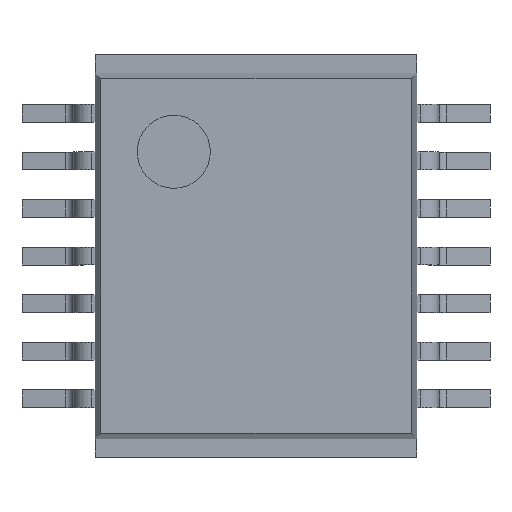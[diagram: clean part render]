
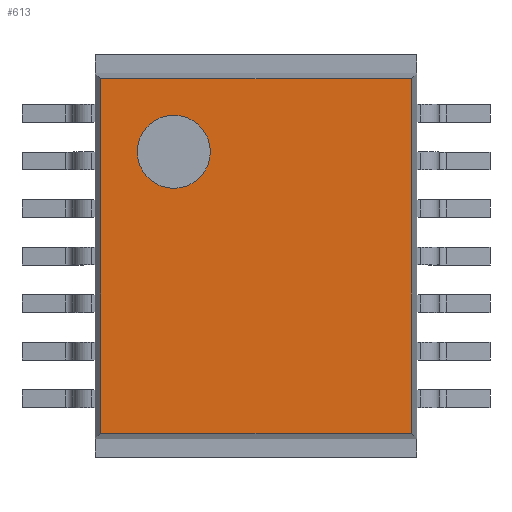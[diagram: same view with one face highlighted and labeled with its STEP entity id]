
A CAD part, top view. The second image highlights one B-rep face of the part: STEP entity #613.
In plain terms, the highlighted planar face has unit normal (0, 0, 1).
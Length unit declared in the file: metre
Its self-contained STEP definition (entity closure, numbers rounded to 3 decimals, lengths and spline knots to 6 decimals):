
#613=ADVANCED_FACE('0:57',(#1182,#1183),#1184,.T.);
#1182=FACE_OUTER_BOUND('',#1863,.T.);
#1183=FACE_BOUND('',#1864,.T.);
#1184=PLANE('',#1865);
#1863=EDGE_LOOP('',(#2560,#2561,#2562,#2563));
#1864=EDGE_LOOP('',(#2564,#2565));
#1865=AXIS2_PLACEMENT_3D('',#2566,#2567,#2568);
#2560=ORIENTED_EDGE('',*,*,#4530,.T.);
#2561=ORIENTED_EDGE('',*,*,#4531,.T.);
#2562=ORIENTED_EDGE('',*,*,#4532,.T.);
#2563=ORIENTED_EDGE('',*,*,#4533,.T.);
#2564=ORIENTED_EDGE('',*,*,#4505,.F.);
#2565=ORIENTED_EDGE('',*,*,#4510,.F.);
#2566=CARTESIAN_POINT('',(0.0,0.0,0.0011));
#2567=DIRECTION('',(0.0,0.0,1.0));
#2568=DIRECTION('',(0.,-1.0,0.0));
#4505=EDGE_CURVE('0:111',#5286,#5289,#5290,.T.);
#4510=EDGE_CURVE('0:111',#5289,#5286,#5296,.T.);
#4530=EDGE_CURVE('0:162',#5332,#5333,#5334,.T.);
#4531=EDGE_CURVE('0:165',#5333,#5335,#5336,.T.);
#4532=EDGE_CURVE('0:168',#5335,#5337,#5338,.T.);
#4533=EDGE_CURVE('0:171',#5337,#5332,#5339,.T.);
#5286=VERTEX_POINT('NONE',#6432);
#5289=VERTEX_POINT('',#6436);
#5290=CIRCLE('',#6437,0.0005);
#5296=CIRCLE('',#6444,0.0005);
#5332=VERTEX_POINT('NONE',#6496);
#5333=VERTEX_POINT('NONE',#6497);
#5334=LINE('',#6498,#6499);
#5335=VERTEX_POINT('NONE',#6500);
#5336=LINE('',#6501,#6502);
#5337=VERTEX_POINT('NONE',#6503);
#5338=LINE('',#6504,#6505);
#5339=LINE('',#6506,#6507);
#6432=CARTESIAN_POINT('',(-0.001125,0.000925,0.0011));
#6436=CARTESIAN_POINT('',(-0.001125,0.001925,0.0011));
#6437=AXIS2_PLACEMENT_3D('',#8012,#8013,#8014);
#6444=AXIS2_PLACEMENT_3D('',#8022,#8023,#8024);
#6496=CARTESIAN_POINT('',(0.002125,-0.002425,0.0011));
#6497=CARTESIAN_POINT('',(0.002125,0.002425,0.0011));
#6498=CARTESIAN_POINT('',(0.002125,0.0025,0.0011));
#6499=VECTOR('',#8041,1.0);
#6500=CARTESIAN_POINT('',(-0.002125,0.002425,0.0011));
#6501=CARTESIAN_POINT('',(-0.0022,0.002425,0.0011));
#6502=VECTOR('',#8042,1.0);
#6503=CARTESIAN_POINT('',(-0.002125,-0.002425,0.0011));
#6504=CARTESIAN_POINT('',(-0.002125,-0.0025,0.0011));
#6505=VECTOR('',#8043,1.0);
#6506=CARTESIAN_POINT('',(0.0022,-0.002425,0.0011));
#6507=VECTOR('',#8044,1.0);
#8012=CARTESIAN_POINT('',(-0.001125,0.001425,0.0011));
#8013=DIRECTION('',(0.0,0.0,1.0));
#8014=DIRECTION('',(0.,-1.0,0.0));
#8022=CARTESIAN_POINT('',(-0.001125,0.001425,0.0011));
#8023=DIRECTION('',(0.0,0.0,1.0));
#8024=DIRECTION('',(0.,-1.0,0.0));
#8041=DIRECTION('',(0.,1.0,0.0));
#8042=DIRECTION('',(-1.0,0.,0.0));
#8043=DIRECTION('',(0.,-1.0,0.0));
#8044=DIRECTION('',(1.0,0.,0.0));
